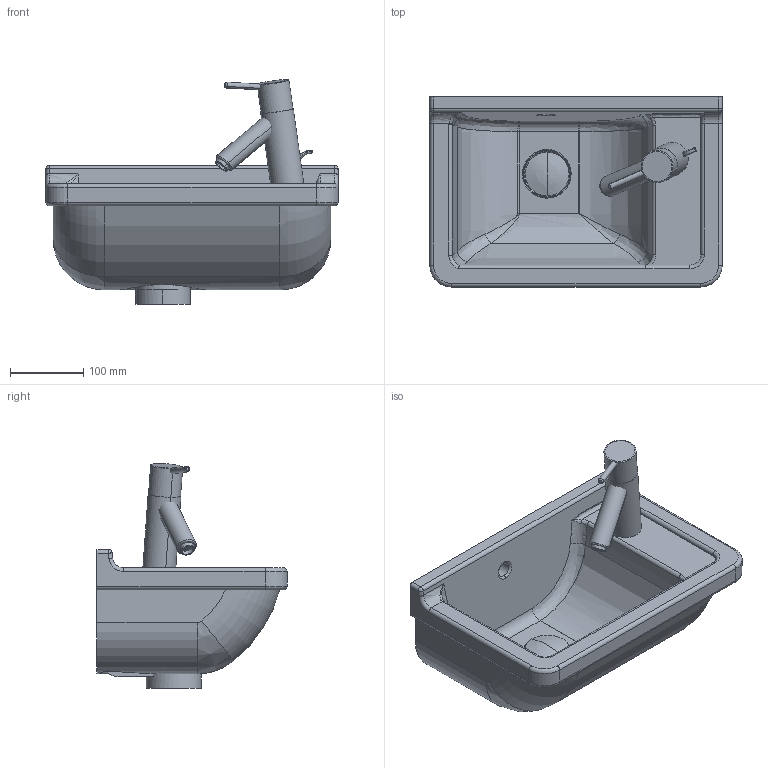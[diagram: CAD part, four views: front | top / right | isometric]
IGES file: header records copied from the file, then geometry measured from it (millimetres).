
Global section: file name: No Iges File Name specified; native system: Autodesk Inventor 2009; preprocessor: AutoDesk Inventor Iges Exporter R2009; author: Andreas; date: 20100303.102426; units: millimetre
Bounding box: 400 x 260 x 307.62 mm (x, y, z)
Volume: 6189173.1 mm3; surface area: 579462.3 mm2
Topology: 8 solids, 8 shells, 263 faces, 647 edges, 395 vertices
Faces by surface type: plane 74, cylinder 62, revolution 44, torus 39, bspline 38, sphere 4, cone 2
